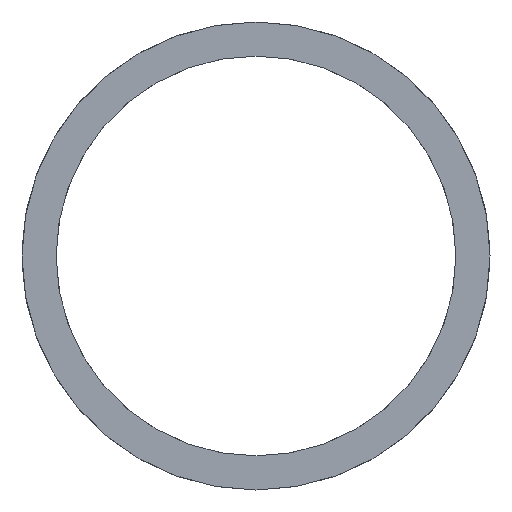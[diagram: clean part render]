
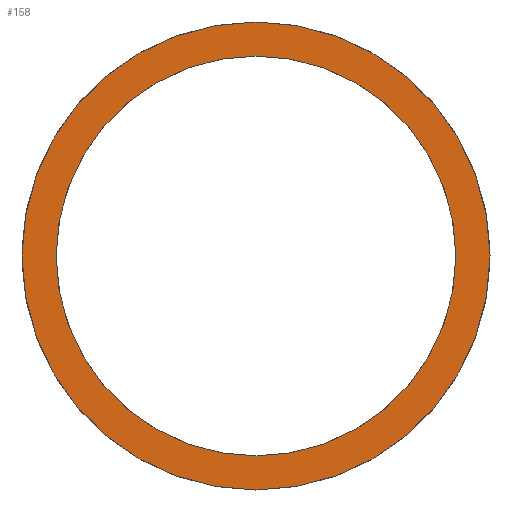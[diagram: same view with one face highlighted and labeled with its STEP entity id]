
A CAD part, left-side view. The second image highlights one B-rep face of the part: STEP entity #158.
In plain terms, the highlighted planar face has unit normal (-1, 0, 0).
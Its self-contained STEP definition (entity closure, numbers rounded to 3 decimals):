
#1 = DIRECTION ( 'NONE',  ( 0., 0., -1. ) ) ;
#6 = VERTEX_POINT ( 'NONE', #204 ) ;
#40 = ORIENTED_EDGE ( 'NONE', *, *, #137, .F. ) ;
#60 = ORIENTED_EDGE ( 'NONE', *, *, #218, .T. ) ;
#68 = DIRECTION ( 'NONE',  ( 0., 0., -1. ) ) ;
#71 = VERTEX_POINT ( 'NONE', #96 ) ;
#77 = DIRECTION ( 'NONE',  ( 1., 0., 0. ) ) ;
#84 = AXIS2_PLACEMENT_3D ( 'NONE', #283, #412, #215 ) ;
#96 = CARTESIAN_POINT ( 'NONE',  ( -1., 0., 13.463 ) ) ;
#121 = CARTESIAN_POINT ( 'NONE',  ( -1., 0., 0. ) ) ;
#137 = EDGE_CURVE ( 'NONE', #6, #71, #331, .T. ) ;
#138 = CARTESIAN_POINT ( 'NONE',  ( -1., 0., 0. ) ) ;
#140 = CARTESIAN_POINT ( 'NONE',  ( -1., 0., -11.5 ) ) ;
#158 = ADVANCED_FACE ( 'NONE', ( #342, #405 ), #425, .F. ) ;
#166 = ORIENTED_EDGE ( 'NONE', *, *, #248, .T. ) ;
#171 = AXIS2_PLACEMENT_3D ( 'NONE', #121, #348, #1 ) ;
#174 = AXIS2_PLACEMENT_3D ( 'NONE', #190, #480, #68 ) ;
#182 = VERTEX_POINT ( 'NONE', #140 ) ;
#185 = AXIS2_PLACEMENT_3D ( 'NONE', #138, #77, #473 ) ;
#190 = CARTESIAN_POINT ( 'NONE',  ( -1., 0., 0. ) ) ;
#204 = CARTESIAN_POINT ( 'NONE',  ( -1., 0., -13.463 ) ) ;
#215 = DIRECTION ( 'NONE',  ( 0., 0., -1. ) ) ;
#218 = EDGE_CURVE ( 'NONE', #182, #391, #240, .T. ) ;
#219 = CARTESIAN_POINT ( 'NONE',  ( -1., 0., 11.5 ) ) ;
#232 = DIRECTION ( 'NONE',  ( 0., 0., -1. ) ) ;
#240 = CIRCLE ( 'NONE', #185, 11.5 ) ;
#248 = EDGE_CURVE ( 'NONE', #391, #182, #418, .T. ) ;
#270 = DIRECTION ( 'NONE',  ( 1., 0., 0. ) ) ;
#283 = CARTESIAN_POINT ( 'NONE',  ( -1., 0., 0. ) ) ;
#300 = EDGE_LOOP ( 'NONE', ( #413, #40 ) ) ;
#331 = CIRCLE ( 'NONE', #84, 13.463 ) ;
#342 = FACE_OUTER_BOUND ( 'NONE', #300, .T. ) ;
#348 = DIRECTION ( 'NONE',  ( 1., 0., 0. ) ) ;
#391 = VERTEX_POINT ( 'NONE', #219 ) ;
#401 = EDGE_LOOP ( 'NONE', ( #166, #60 ) ) ;
#405 = FACE_BOUND ( 'NONE', #401, .T. ) ;
#412 = DIRECTION ( 'NONE',  ( 1., 0., 0. ) ) ;
#413 = ORIENTED_EDGE ( 'NONE', *, *, #503, .F. ) ;
#418 = CIRCLE ( 'NONE', #509, 11.5 ) ;
#425 = PLANE ( 'NONE',  #174 ) ;
#450 = CIRCLE ( 'NONE', #171, 13.463 ) ;
#473 = DIRECTION ( 'NONE',  ( 0., 0., -1. ) ) ;
#480 = DIRECTION ( 'NONE',  ( 1., 0., 0. ) ) ;
#492 = CARTESIAN_POINT ( 'NONE',  ( -1., 0., 0. ) ) ;
#503 = EDGE_CURVE ( 'NONE', #71, #6, #450, .T. ) ;
#509 = AXIS2_PLACEMENT_3D ( 'NONE', #492, #270, #232 ) ;
